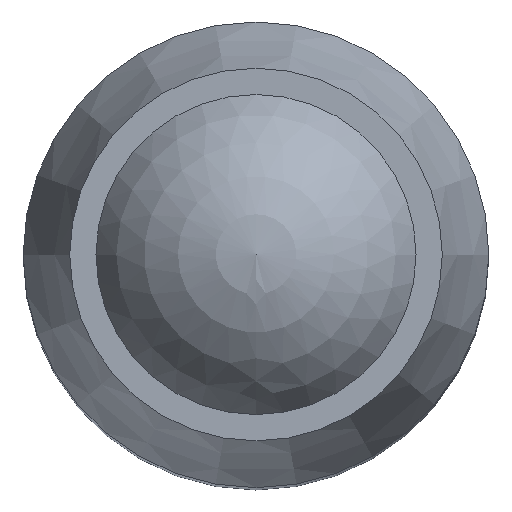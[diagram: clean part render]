
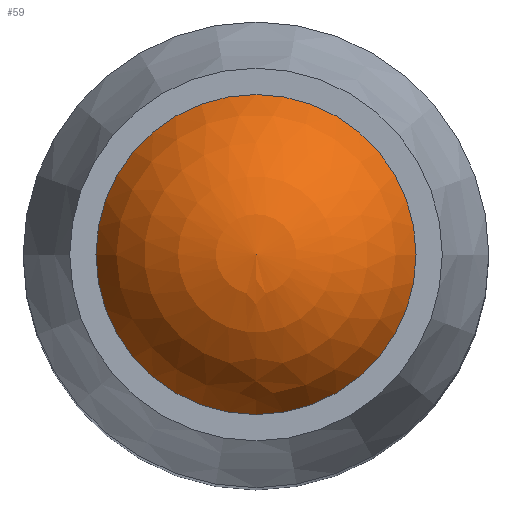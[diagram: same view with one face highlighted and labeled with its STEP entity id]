
A CAD part, top view. The second image highlights one B-rep face of the part: STEP entity #59.
In plain terms, the highlighted spherical face has radius 6 mm.
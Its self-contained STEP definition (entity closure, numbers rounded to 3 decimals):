
#59 = ADVANCED_FACE( '', ( #123, #124 ), #125, .T. );
#123 = FACE_BOUND( '', #194, .T. );
#124 = FACE_OUTER_BOUND( '', #195, .T. );
#125 = SPHERICAL_SURFACE( '', #196, 6. );
#194 = VERTEX_LOOP( '', #295 );
#195 = EDGE_LOOP( '', ( #296 ) );
#196 = AXIS2_PLACEMENT_3D( '', #297, #298, #299 );
#295 = VERTEX_POINT( '', #414 );
#296 = ORIENTED_EDGE( '', *, *, #415, .T. );
#297 = CARTESIAN_POINT( '', ( 0., 0., 49.68 ) );
#298 = DIRECTION( '', ( 0., 0., 1. ) );
#299 = DIRECTION( '', ( 0., -1., 0. ) );
#414 = CARTESIAN_POINT( '', ( 0., 0., 55.68 ) );
#415 = EDGE_CURVE( '', #488, #488, #489, .T. );
#488 = VERTEX_POINT( '', #583 );
#489 = CIRCLE( '', #584, 5.499 );
#583 = CARTESIAN_POINT( '', ( 5.499, 0., 52.08 ) );
#584 = AXIS2_PLACEMENT_3D( '', #651, #652, #653 );
#651 = CARTESIAN_POINT( '', ( 0., 0., 52.08 ) );
#652 = DIRECTION( '', ( 0., 0., 1. ) );
#653 = DIRECTION( '', ( 1., 0., 0. ) );
